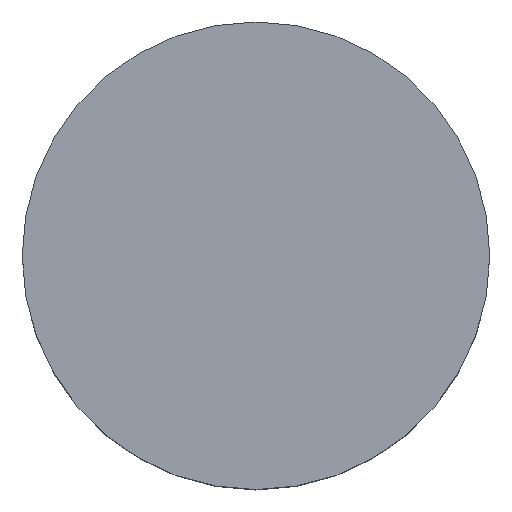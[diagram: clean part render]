
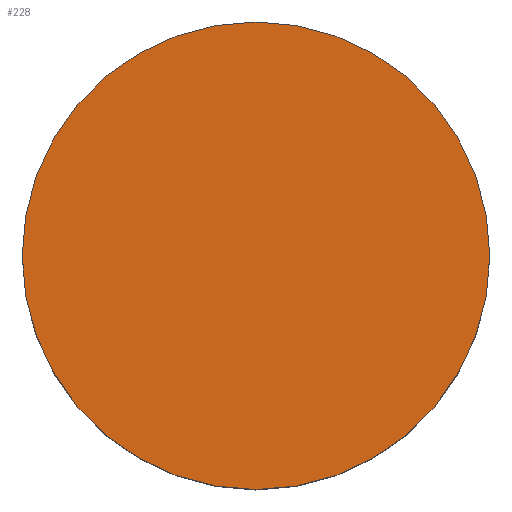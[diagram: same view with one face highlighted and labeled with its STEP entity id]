
A CAD part, top view. The second image highlights one B-rep face of the part: STEP entity #228.
In plain terms, the highlighted planar face has unit normal (0, 0, 1).
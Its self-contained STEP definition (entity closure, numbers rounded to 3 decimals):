
#1 = FACE_OUTER_BOUND ( 'NONE', #127, .T. ) ;
#4 = DIRECTION ( 'NONE',  ( 0., 0., 1. ) ) ;
#14 = CARTESIAN_POINT ( 'NONE',  ( 3., 0., 0. ) ) ;
#27 = VERTEX_POINT ( 'NONE', #14 ) ;
#29 = PLANE ( 'NONE',  #107 ) ;
#48 = CIRCLE ( 'NONE', #191, 3. ) ;
#49 = DIRECTION ( 'NONE',  ( 0., 0., 1. ) ) ;
#70 = AXIS2_PLACEMENT_3D ( 'NONE', #126, #49, #240 ) ;
#71 = EDGE_CURVE ( 'NONE', #27, #343, #82, .T. ) ;
#82 = CIRCLE ( 'NONE', #70, 3. ) ;
#102 = CARTESIAN_POINT ( 'NONE',  ( 0., 0., 0. ) ) ;
#107 = AXIS2_PLACEMENT_3D ( 'NONE', #243, #218, #298 ) ;
#126 = CARTESIAN_POINT ( 'NONE',  ( 0., 0., 0. ) ) ;
#127 = EDGE_LOOP ( 'NONE', ( #330, #208 ) ) ;
#191 = AXIS2_PLACEMENT_3D ( 'NONE', #102, #4, #333 ) ;
#208 = ORIENTED_EDGE ( 'NONE', *, *, #284, .T. ) ;
#218 = DIRECTION ( 'NONE',  ( 0., 0., 1. ) ) ;
#228 = ADVANCED_FACE ( 'NONE', ( #1 ), #29, .T. ) ;
#240 = DIRECTION ( 'NONE',  ( 1., 0., 0. ) ) ;
#243 = CARTESIAN_POINT ( 'NONE',  ( 0., 0., 0. ) ) ;
#284 = EDGE_CURVE ( 'NONE', #343, #27, #48, .T. ) ;
#298 = DIRECTION ( 'NONE',  ( 1., 0., 0. ) ) ;
#330 = ORIENTED_EDGE ( 'NONE', *, *, #71, .T. ) ;
#333 = DIRECTION ( 'NONE',  ( 1., 0., 0. ) ) ;
#334 = CARTESIAN_POINT ( 'NONE',  ( -3., 0., 0. ) ) ;
#343 = VERTEX_POINT ( 'NONE', #334 ) ;
